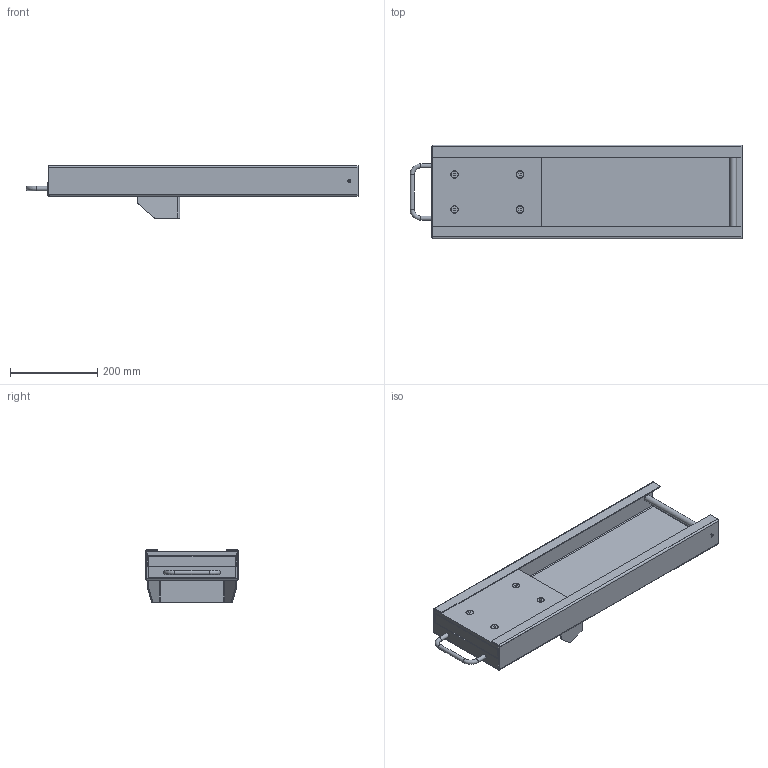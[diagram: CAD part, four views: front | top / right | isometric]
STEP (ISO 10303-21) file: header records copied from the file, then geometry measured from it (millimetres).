
FILE_DESCRIPTION(/* description */ (''),/* implementation_level */ '2;1');
FILE_NAME(/* name */ 'E0083298 A.stp',/* time_stamp */ '2022-10-17T10:07:23+02:00',/* author */ ('CR'),/* organization */ (''),/* preprocessor_version */ 'ST-DEVELOPER v18.1',/* originating_system */ 'Autodesk Inventor 2021',/* authorisation */ '');
FILE_SCHEMA (('AUTOMOTIVE_DESIGN { 1 0 10303 214 3 1 1 }'));
Length unit declared in the file: millimetre
Products named in the file (1): Part1
Bounding box: 760 x 214 x 120 mm (x, y, z)
Volume: 1418182.8 mm3; surface area: 921691.5 mm2
Topology: 5 solids, 5 shells, 223 faces, 500 edges, 298 vertices
Faces by surface type: plane 127, cylinder 61, bspline 15, cone 14, torus 6
Full cylindrical faces by diameter (mm): 3 x1, 4.917 x2, 6 x2, 6.647 x4, 7 x2, 8 x4, 9 x4, 10 x3, 12 x4, 15 x1, 16 x4
Entity records: 6809 total; most frequent: CARTESIAN_POINT 1556, DIRECTION 1005, ORIENTED_EDGE 996, EDGE_CURVE 498, LINE 339, VECTOR 339, AXIS2_PLACEMENT_3D 333, VERTEX_POINT 298
